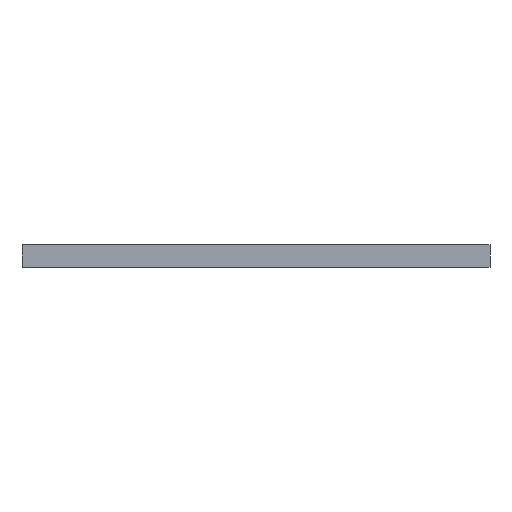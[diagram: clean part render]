
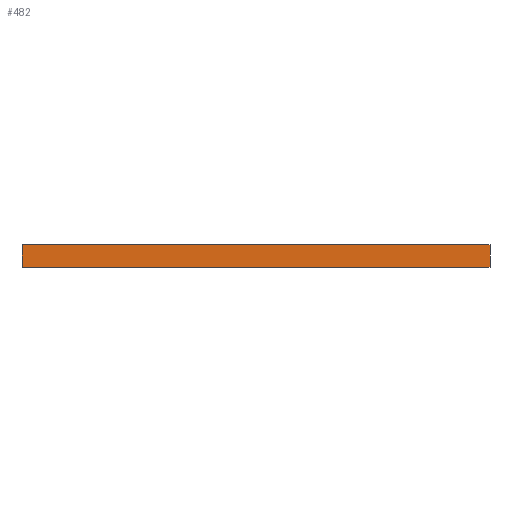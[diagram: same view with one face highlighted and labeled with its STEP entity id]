
A CAD part, front view. The second image highlights one B-rep face of the part: STEP entity #482.
In plain terms, the highlighted planar face has unit normal (0, -1, 0).
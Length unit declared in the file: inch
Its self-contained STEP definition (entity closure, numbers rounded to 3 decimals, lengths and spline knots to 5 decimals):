
#6 = CARTESIAN_POINT ( 'NONE',  ( -5.25, 0., -0.25 ) ) ;
#15 = LINE ( 'NONE', #167, #683 ) ;
#19 = VERTEX_POINT ( 'NONE', #272 ) ;
#55 = VECTOR ( 'NONE', #507, 39.37008 ) ;
#91 = CARTESIAN_POINT ( 'NONE',  ( -5.25, 0., 0.25 ) ) ;
#115 = PLANE ( 'NONE',  #269 ) ;
#123 = VECTOR ( 'NONE', #447, 39.37008 ) ;
#167 = CARTESIAN_POINT ( 'NONE',  ( 5.25, 0., 0.25 ) ) ;
#220 = CARTESIAN_POINT ( 'NONE',  ( -5.25, 0., 0.25 ) ) ;
#228 = ORIENTED_EDGE ( 'NONE', *, *, #632, .T. ) ;
#239 = CARTESIAN_POINT ( 'NONE',  ( -5.25, 0., -0.25 ) ) ;
#251 = ORIENTED_EDGE ( 'NONE', *, *, #398, .F. ) ;
#254 = VERTEX_POINT ( 'NONE', #6 ) ;
#269 = AXIS2_PLACEMENT_3D ( 'NONE', #322, #377, #483 ) ;
#272 = CARTESIAN_POINT ( 'NONE',  ( 5.25, 0., -0.25 ) ) ;
#288 = VERTEX_POINT ( 'NONE', #220 ) ;
#289 = LINE ( 'NONE', #239, #123 ) ;
#313 = EDGE_CURVE ( 'NONE', #288, #323, #474, .T. ) ;
#322 = CARTESIAN_POINT ( 'NONE',  ( -5.25, 0., 0.25 ) ) ;
#323 = VERTEX_POINT ( 'NONE', #527 ) ;
#364 = DIRECTION ( 'NONE',  ( 1., 0., 0. ) ) ;
#377 = DIRECTION ( 'NONE',  ( 0., 1., 0. ) ) ;
#398 = EDGE_CURVE ( 'NONE', #323, #19, #15, .T. ) ;
#404 = LINE ( 'NONE', #91, #55 ) ;
#405 = ORIENTED_EDGE ( 'NONE', *, *, #313, .F. ) ;
#411 = ORIENTED_EDGE ( 'NONE', *, *, #438, .T. ) ;
#425 = FACE_OUTER_BOUND ( 'NONE', #437, .T. ) ;
#437 = EDGE_LOOP ( 'NONE', ( #411, #251, #405, #228 ) ) ;
#438 = EDGE_CURVE ( 'NONE', #254, #19, #289, .T. ) ;
#439 = DIRECTION ( 'NONE',  ( 0., 0., -1. ) ) ;
#447 = DIRECTION ( 'NONE',  ( 1., 0., 0. ) ) ;
#474 = LINE ( 'NONE', #587, #594 ) ;
#482 = ADVANCED_FACE ( 'NONE', ( #425 ), #115, .F. ) ;
#483 = DIRECTION ( 'NONE',  ( -1., 0., 0. ) ) ;
#507 = DIRECTION ( 'NONE',  ( 0., 0., -1. ) ) ;
#527 = CARTESIAN_POINT ( 'NONE',  ( 5.25, 0., 0.25 ) ) ;
#587 = CARTESIAN_POINT ( 'NONE',  ( -5.25, 0., 0.25 ) ) ;
#594 = VECTOR ( 'NONE', #364, 39.37008 ) ;
#632 = EDGE_CURVE ( 'NONE', #288, #254, #404, .T. ) ;
#683 = VECTOR ( 'NONE', #439, 39.37008 ) ;
